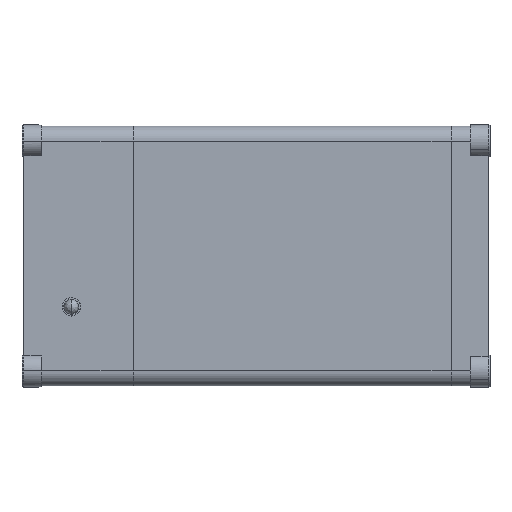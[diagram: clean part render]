
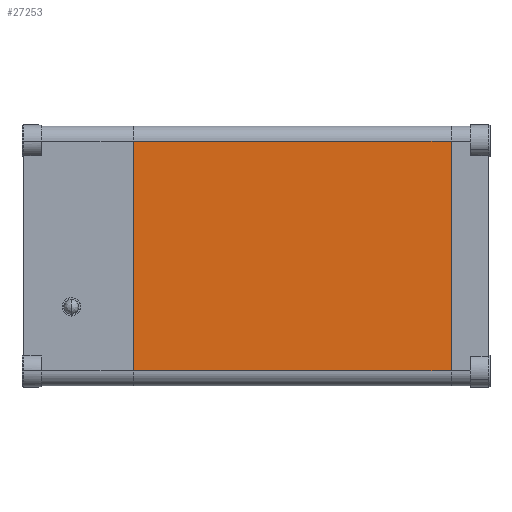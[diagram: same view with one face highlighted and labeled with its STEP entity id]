
A CAD part, left-side view. The second image highlights one B-rep face of the part: STEP entity #27253.
In plain terms, the highlighted free-form (B-spline) face has degree [1, 1] with [2, 2] control points.
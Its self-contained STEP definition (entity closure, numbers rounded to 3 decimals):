
#6615=DIRECTION('',(0.,0.,-1.));
#6616=VECTOR('',#6615,49.022);
#6617=CARTESIAN_POINT('',(55.372,-67.767,24.511));
#6618=LINE('',#6617,#6616);
#6643=DIRECTION('',(0.,0.,-1.));
#6644=VECTOR('',#6643,49.022);
#6645=CARTESIAN_POINT('',(55.372,0.,24.511));
#6646=LINE('',#6645,#6644);
#6665=DIRECTION('',(0.,1.,0.));
#6666=VECTOR('',#6665,67.767);
#6667=CARTESIAN_POINT('',(55.372,-67.767,-24.511));
#6668=LINE('',#6667,#6666);
#7968=DIRECTION('',(0.,-1.,0.));
#7969=VECTOR('',#7968,67.767);
#7970=CARTESIAN_POINT('',(55.372,0.,24.511));
#7971=LINE('',#7970,#7969);
#20330=CARTESIAN_POINT('',(55.372,-67.767,24.511));
#20332=VERTEX_POINT('',#20330);
#20376=CARTESIAN_POINT('',(55.372,-67.767,-24.511));
#20377=VERTEX_POINT('',#20376);
#21629=CARTESIAN_POINT('',(55.372,0.,24.511));
#21631=VERTEX_POINT('',#21629);
#21846=CARTESIAN_POINT('',(55.372,0.,-24.511));
#21848=VERTEX_POINT('',#21846);
#27239=CARTESIAN_POINT('',(55.372,-69.123,25.491));
#27240=CARTESIAN_POINT('',(55.372,1.355,25.491));
#27241=CARTESIAN_POINT('',(55.372,-69.123,-25.491));
#27242=CARTESIAN_POINT('',(55.372,1.355,-25.491));
#27243=B_SPLINE_SURFACE_WITH_KNOTS('',1,1,((#27239,#27240),(#27241,#27242)),
.UNSPECIFIED.,.F.,.F.,.F.,(2,2),(2,2),(-0.98,50.002),(-69.123,
1.355),.UNSPECIFIED.);
#27244=ORIENTED_EDGE('',*,*,#27223,.T.);
#27246=ORIENTED_EDGE('',*,*,#27245,.T.);
#27248=ORIENTED_EDGE('',*,*,#27247,.F.);
#27250=ORIENTED_EDGE('',*,*,#27249,.T.);
#27251=EDGE_LOOP('',(#27244,#27246,#27248,#27250));
#27252=FACE_OUTER_BOUND('',#27251,.F.);
#27223=EDGE_CURVE('',#20332,#20377,#6618,.T.);
#27245=EDGE_CURVE('',#20377,#21848,#6668,.T.);
#27247=EDGE_CURVE('',#21631,#21848,#6646,.T.);
#27249=EDGE_CURVE('',#21631,#20332,#7971,.T.);
#27253=ADVANCED_FACE('',(#27252),#27243,.F.);
